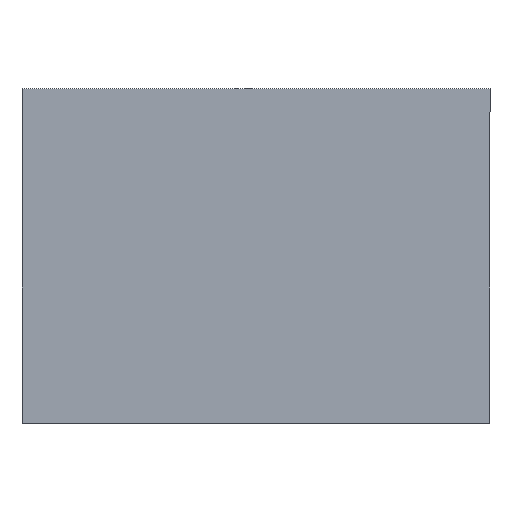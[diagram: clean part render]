
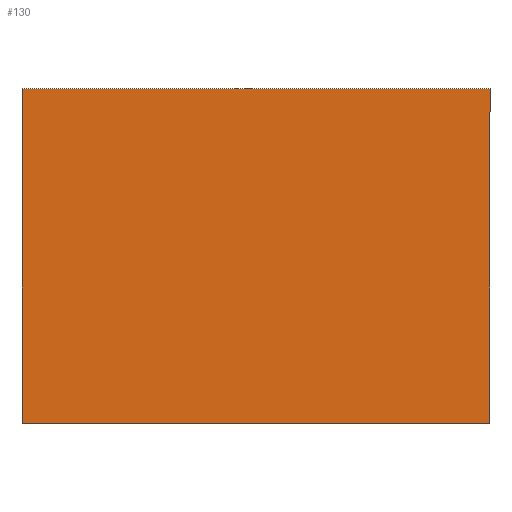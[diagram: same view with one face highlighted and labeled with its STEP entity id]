
A CAD part, top view. The second image highlights one B-rep face of the part: STEP entity #130.
In plain terms, the highlighted planar face has unit normal (0, 0, 1).
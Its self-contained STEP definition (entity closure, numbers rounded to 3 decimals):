
#2 = ORIENTED_EDGE ( 'NONE', *, *, #110, .T. ) ;
#15 = ORIENTED_EDGE ( 'NONE', *, *, #66, .T. ) ;
#18 = LINE ( 'NONE', #177, #166 ) ;
#20 = CARTESIAN_POINT ( 'NONE',  ( 91.115, 74.063, 2.3 ) ) ;
#22 = ORIENTED_EDGE ( 'NONE', *, *, #179, .T. ) ;
#26 = VECTOR ( 'NONE', #129, 1000. ) ;
#31 = LINE ( 'NONE', #20, #26 ) ;
#39 = CARTESIAN_POINT ( 'NONE',  ( 0., 0., 2.3 ) ) ;
#41 = CARTESIAN_POINT ( 'NONE',  ( 91.115, 49.063, 2.3 ) ) ;
#45 = ORIENTED_EDGE ( 'NONE', *, *, #85, .T. ) ;
#46 = LINE ( 'NONE', #145, #68 ) ;
#49 = CARTESIAN_POINT ( 'NONE',  ( 91.115, 49.063, 2.3 ) ) ;
#51 = DIRECTION ( 'NONE',  ( 1., 0., 0. ) ) ;
#53 = VECTOR ( 'NONE', #51, 1000. ) ;
#66 = EDGE_CURVE ( 'NONE', #116, #125, #18, .T. ) ;
#68 = VECTOR ( 'NONE', #146, 1000. ) ;
#69 = CARTESIAN_POINT ( 'NONE',  ( 126.115, 49.063, 2.3 ) ) ;
#84 = CARTESIAN_POINT ( 'NONE',  ( 91.115, 74.063, 2.3 ) ) ;
#85 = EDGE_CURVE ( 'NONE', #172, #115, #31, .T. ) ;
#86 = LINE ( 'NONE', #41, #53 ) ;
#90 = FACE_OUTER_BOUND ( 'NONE', #175, .T. ) ;
#107 = DIRECTION ( 'NONE',  ( 0., 1., 0. ) ) ;
#110 = EDGE_CURVE ( 'NONE', #125, #172, #46, .T. ) ;
#115 = VERTEX_POINT ( 'NONE', #49 ) ;
#116 = VERTEX_POINT ( 'NONE', #69 ) ;
#117 = PLANE ( 'NONE',  #173 ) ;
#125 = VERTEX_POINT ( 'NONE', #168 ) ;
#129 = DIRECTION ( 'NONE',  ( 0., -1., 0. ) ) ;
#130 = ADVANCED_FACE ( 'NONE', ( #90 ), #117, .T. ) ;
#135 = DIRECTION ( 'NONE',  ( 0., 0., 1. ) ) ;
#138 = DIRECTION ( 'NONE',  ( 1., 0., 0. ) ) ;
#145 = CARTESIAN_POINT ( 'NONE',  ( 91.115, 74.063, 2.3 ) ) ;
#146 = DIRECTION ( 'NONE',  ( -1., 0., 0. ) ) ;
#166 = VECTOR ( 'NONE', #107, 1000. ) ;
#168 = CARTESIAN_POINT ( 'NONE',  ( 126.115, 74.063, 2.3 ) ) ;
#172 = VERTEX_POINT ( 'NONE', #84 ) ;
#173 = AXIS2_PLACEMENT_3D ( 'NONE', #39, #135, #138 ) ;
#175 = EDGE_LOOP ( 'NONE', ( #45, #22, #15, #2 ) ) ;
#177 = CARTESIAN_POINT ( 'NONE',  ( 126.115, 74.063, 2.3 ) ) ;
#179 = EDGE_CURVE ( 'NONE', #115, #116, #86, .T. ) ;
